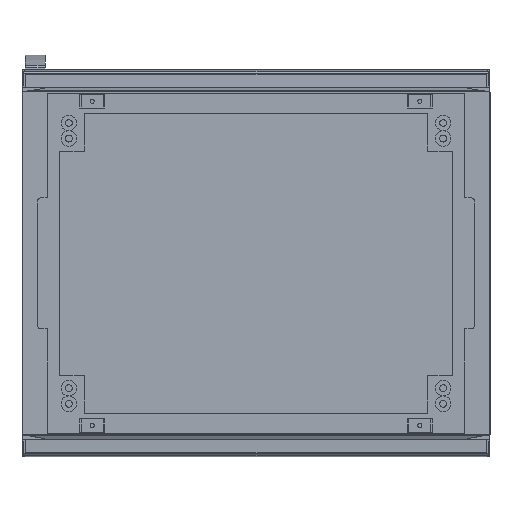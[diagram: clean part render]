
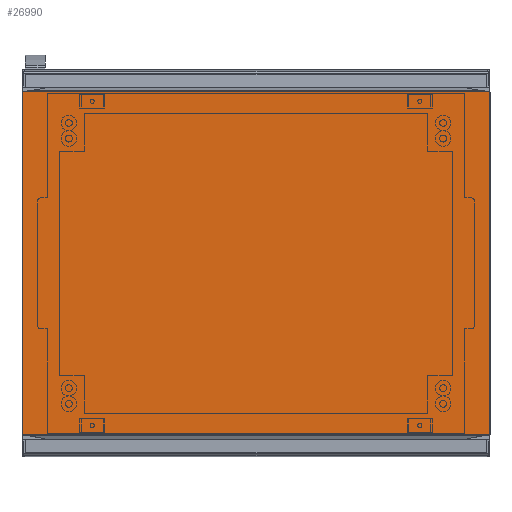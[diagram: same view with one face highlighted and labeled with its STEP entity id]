
A CAD part, front view. The second image highlights one B-rep face of the part: STEP entity #26990.
In plain terms, the highlighted planar face has unit normal (0, -1, 0).
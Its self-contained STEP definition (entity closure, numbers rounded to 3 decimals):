
#3693=DIRECTION('',(0.,0.,1.));
#3694=VECTOR('',#3693,548.141);
#3695=CARTESIAN_POINT('',(-375.,-624.899,-374.071));
#3696=LINE('',#3695,#3694);
#3697=CARTESIAN_POINT('',(-373.001,-624.899,174.073));
#3698=DIRECTION('',(0.,1.,0.));
#3699=DIRECTION('',(-1.,0.,-0.001));
#3700=AXIS2_PLACEMENT_3D('',#3697,#3698,#3699);
#3702=CARTESIAN_POINT('',(373.001,-624.899,174.073));
#3703=DIRECTION('',(0.,1.,0.));
#3704=DIRECTION('',(0.951,0.,0.309));
#3705=AXIS2_PLACEMENT_3D('',#3702,#3703,#3704);
#3707=DIRECTION('',(0.,0.,-1.));
#3708=VECTOR('',#3707,548.146);
#3709=CARTESIAN_POINT('',(375.,-624.899,174.073));
#3710=LINE('',#3709,#3708);
#3711=CARTESIAN_POINT('',(373.001,-624.899,-374.073));
#3712=DIRECTION('',(0.,1.,0.));
#3713=DIRECTION('',(1.,0.,0.));
#3714=AXIS2_PLACEMENT_3D('',#3711,#3712,#3713);
#3716=CARTESIAN_POINT('',(-373.001,-624.899,-374.073));
#3717=DIRECTION('',(0.,1.,0.));
#3718=DIRECTION('',(-0.951,0.,-0.309));
#3719=AXIS2_PLACEMENT_3D('',#3716,#3717,#3718);
#4198=DIRECTION('',(-1.,0.,0.));
#4199=VECTOR('',#4198,749.805);
#4200=CARTESIAN_POINT('',(374.902,-624.899,174.69));
#4201=LINE('',#4200,#4199);
#6319=DIRECTION('',(1.,0.,0.));
#6320=VECTOR('',#6319,749.805);
#6321=CARTESIAN_POINT('',(-374.902,-624.899,-374.69));
#6322=LINE('',#6321,#6320);
#17933=CARTESIAN_POINT('',(375.,-624.899,-374.073));
#17934=VERTEX_POINT('',#17933);
#17935=CARTESIAN_POINT('',(375.,-624.899,174.073));
#17936=VERTEX_POINT('',#17935);
#19057=CARTESIAN_POINT('',(-375.,-624.899,174.071));
#19058=VERTEX_POINT('',#19057);
#19059=CARTESIAN_POINT('',(-375.,-624.899,-374.071));
#19060=VERTEX_POINT('',#19059);
#19415=CARTESIAN_POINT('',(374.902,-624.899,174.69));
#19416=VERTEX_POINT('',#19415);
#19417=CARTESIAN_POINT('',(-374.902,-624.899,174.69));
#19418=VERTEX_POINT('',#19417);
#19419=CARTESIAN_POINT('',(374.902,-624.899,-374.69));
#19420=VERTEX_POINT('',#19419);
#19421=CARTESIAN_POINT('',(-374.902,-624.899,-374.69));
#19422=VERTEX_POINT('',#19421);
#26970=CARTESIAN_POINT('',(375.,-624.899,218.322));
#26971=DIRECTION('',(0.,-1.,0.));
#26972=DIRECTION('',(0.,0.,-1.));
#26973=AXIS2_PLACEMENT_3D('',#26970,#26971,#26972);
#26974=PLANE('',#26973);
#26975=ORIENTED_EDGE('',*,*,#25153,.T.);
#26977=ORIENTED_EDGE('',*,*,#26976,.T.);
#26979=ORIENTED_EDGE('',*,*,#26978,.F.);
#26980=ORIENTED_EDGE('',*,*,#26957,.T.);
#26981=ORIENTED_EDGE('',*,*,#23162,.T.);
#26983=ORIENTED_EDGE('',*,*,#26982,.T.);
#26985=ORIENTED_EDGE('',*,*,#26984,.F.);
#26987=ORIENTED_EDGE('',*,*,#26986,.T.);
#26988=EDGE_LOOP('',(#26975,#26977,#26979,#26980,#26981,#26983,#26985,#26987));
#26989=FACE_OUTER_BOUND('',#26988,.F.);
#26990=ADVANCED_FACE('',(#26989),#26974,.T.);
#3701=CIRCLE('',#3700,1.999);
#3706=CIRCLE('',#3705,1.999);
#3715=CIRCLE('',#3714,1.999);
#3720=CIRCLE('',#3719,1.999);
#23162=EDGE_CURVE('',#17936,#17934,#3710,.T.);
#25153=EDGE_CURVE('',#19060,#19058,#3696,.T.);
#26957=EDGE_CURVE('',#19416,#17936,#3706,.T.);
#26976=EDGE_CURVE('',#19058,#19418,#3701,.T.);
#26978=EDGE_CURVE('',#19416,#19418,#4201,.T.);
#26982=EDGE_CURVE('',#17934,#19420,#3715,.T.);
#26984=EDGE_CURVE('',#19422,#19420,#6322,.T.);
#26986=EDGE_CURVE('',#19422,#19060,#3720,.T.);
